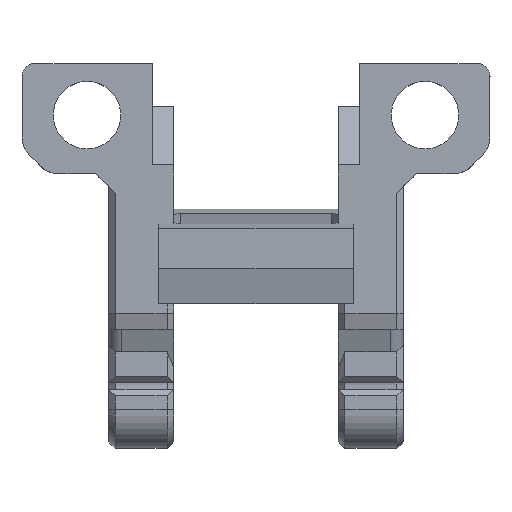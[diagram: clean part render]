
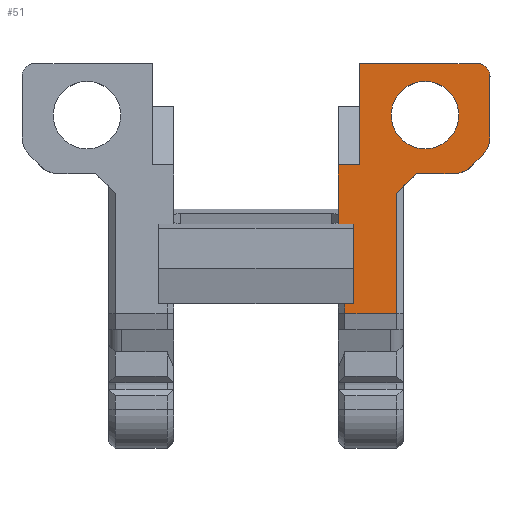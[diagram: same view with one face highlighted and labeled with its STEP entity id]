
A CAD part, top view. The second image highlights one B-rep face of the part: STEP entity #51.
In plain terms, the highlighted planar face has unit normal (0, 0, 1).
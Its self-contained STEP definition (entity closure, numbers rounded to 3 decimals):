
#15=FACE_BOUND('',#355,.T.);
#51=ADVANCED_FACE('',(#202,#15),#2408,.T.);
#202=FACE_OUTER_BOUND('',#354,.T.);
#354=EDGE_LOOP('',(#627,#628,#629,#630,#631,#632,#633,#634,#635,#636,#637,
#638,#639,#640,#641,#642,#643));
#355=EDGE_LOOP('',(#644));
#627=ORIENTED_EDGE('',*,*,#1376,.F.);
#628=ORIENTED_EDGE('',*,*,#1339,.F.);
#629=ORIENTED_EDGE('',*,*,#1299,.T.);
#630=ORIENTED_EDGE('',*,*,#1367,.F.);
#631=ORIENTED_EDGE('',*,*,#1366,.F.);
#632=ORIENTED_EDGE('',*,*,#1341,.F.);
#633=ORIENTED_EDGE('',*,*,#1329,.F.);
#634=ORIENTED_EDGE('',*,*,#1379,.F.);
#635=ORIENTED_EDGE('',*,*,#1290,.F.);
#636=ORIENTED_EDGE('',*,*,#1331,.F.);
#637=ORIENTED_EDGE('',*,*,#1330,.F.);
#638=ORIENTED_EDGE('',*,*,#1324,.F.);
#639=ORIENTED_EDGE('',*,*,#1283,.T.);
#640=ORIENTED_EDGE('',*,*,#1343,.F.);
#641=ORIENTED_EDGE('',*,*,#1276,.F.);
#642=ORIENTED_EDGE('',*,*,#1310,.F.);
#643=ORIENTED_EDGE('',*,*,#1378,.F.);
#644=ORIENTED_EDGE('',*,*,#1336,.F.);
#1276=EDGE_CURVE('',#2116,#2118,#1801,.T.);
#1283=EDGE_CURVE('',#2133,#2158,#1808,.T.);
#1290=EDGE_CURVE('',#2139,#2119,#1815,.T.);
#1299=EDGE_CURVE('',#2169,#2142,#1824,.T.);
#1310=EDGE_CURVE('',#2156,#2116,#1835,.T.);
#1324=EDGE_CURVE('',#2133,#2124,#1846,.T.);
#1329=EDGE_CURVE('',#2123,#2173,#1851,.T.);
#1330=EDGE_CURVE('',#2124,#2125,#1852,.T.);
#1331=EDGE_CURVE('',#2125,#2139,#1853,.T.);
#1336=EDGE_CURVE('',#2166,#2166,#1718,.T.);
#1339=EDGE_CURVE('',#2169,#2168,#1670,.T.);
#1341=EDGE_CURVE('',#2173,#2174,#1774,.T.);
#1343=EDGE_CURVE('',#2118,#2158,#1860,.T.);
#1366=EDGE_CURVE('',#2174,#2141,#1877,.T.);
#1367=EDGE_CURVE('',#2141,#2142,#1781,.T.);
#1376=EDGE_CURVE('',#2168,#2152,#1886,.T.);
#1378=EDGE_CURVE('',#2152,#2156,#1888,.T.);
#1379=EDGE_CURVE('',#2119,#2123,#1889,.T.);
#1670=TRIMMED_CURVE($,#1719,(#3919),(#3920),.T.,.CARTESIAN.);
#1718=CIRCLE('',#2721,2.6);
#1719=CIRCLE('',#2722,2.);
#1774=(
BOUNDED_CURVE()
B_SPLINE_CURVE(2,(#3923,#3924,#3925),.UNSPECIFIED.,.F.,.F.)
B_SPLINE_CURVE_WITH_KNOTS((3,3),(-1.571,0.),.UNSPECIFIED.)
CURVE()
GEOMETRIC_REPRESENTATION_ITEM()
RATIONAL_B_SPLINE_CURVE((1.,0.707,1.))
REPRESENTATION_ITEM('')
);
#1781=(
BOUNDED_CURVE()
B_SPLINE_CURVE(2,(#4028,#4029,#4030),.UNSPECIFIED.,.F.,.F.)
B_SPLINE_CURVE_WITH_KNOTS((3,3),(-1.571,0.),.UNSPECIFIED.)
CURVE()
GEOMETRIC_REPRESENTATION_ITEM()
RATIONAL_B_SPLINE_CURVE((1.,0.924,1.))
REPRESENTATION_ITEM('')
);
#1801=B_SPLINE_CURVE_WITH_KNOTS('',1,(#3715,#3716),.UNSPECIFIED.,.F.,.F.,
(2,2),(8.412,12.412),.UNSPECIFIED.);
#1808=B_SPLINE_CURVE_WITH_KNOTS('',1,(#3742,#3743),.UNSPECIFIED.,.F.,.F.,
(2,2),(2.,2.645),.UNSPECIFIED.);
#1815=B_SPLINE_CURVE_WITH_KNOTS('',1,(#3756,#3757),.UNSPECIFIED.,.F.,.F.,
(2,2),(0.,1.672),.UNSPECIFIED.);
#1824=B_SPLINE_CURVE_WITH_KNOTS('',1,(#3776,#3777),.UNSPECIFIED.,.F.,.F.,
(2,2),(0.828,2.001),.UNSPECIFIED.);
#1835=B_SPLINE_CURVE_WITH_KNOTS('',1,(#3821,#3822),.UNSPECIFIED.,.F.,.F.,
(2,2),(0.5,9.761),.UNSPECIFIED.);
#1846=B_SPLINE_CURVE_WITH_KNOTS('',1,(#3877,#3878),.UNSPECIFIED.,.F.,.F.,
(2,2),(0.,6.112),.UNSPECIFIED.);
#1851=B_SPLINE_CURVE_WITH_KNOTS('',1,(#3887,#3888),.UNSPECIFIED.,.F.,.F.,
(2,2),(0.,9.001),.UNSPECIFIED.);
#1852=B_SPLINE_CURVE_WITH_KNOTS('',1,(#3889,#3890),.UNSPECIFIED.,.F.,.F.,
(2,2),(0.,1.145),.UNSPECIFIED.);
#1853=B_SPLINE_CURVE_WITH_KNOTS('',1,(#3891,#3892,#3893),.UNSPECIFIED.,
 .F.,.F.,(2,1,2),(0.,3.888,4.56),.UNSPECIFIED.);
#1860=B_SPLINE_CURVE_WITH_KNOTS('',1,(#3929,#3930),.UNSPECIFIED.,.F.,.F.,
(2,2),(0.239,1.),.UNSPECIFIED.);
#1877=B_SPLINE_CURVE_WITH_KNOTS('',1,(#4026,#4027),.UNSPECIFIED.,.F.,.F.,
(2,2),(93.905,97.726),.UNSPECIFIED.);
#1886=B_SPLINE_CURVE_WITH_KNOTS('',1,(#4048,#4049),.UNSPECIFIED.,.F.,.F.,
(2,2),(0.,2.843),.UNSPECIFIED.);
#1888=B_SPLINE_CURVE_WITH_KNOTS('',3,(#4052,#4053,#4054,#4055,#4056,#4057,
#4058,#4059,#4060,#4061,#4062,#4063,#4064,#4065,#4066,#4067,#4068,#4069),
 .UNSPECIFIED.,.F.,.F.,(4,3,3,1,1,1,1,1,1,1,1,4),(0.,0.29,
1.,1.079,1.157,1.236,1.314,
1.393,1.471,1.55,1.629,1.707),
 .UNSPECIFIED.);
#1889=B_SPLINE_CURVE_WITH_KNOTS('',1,(#4070,#4071),.UNSPECIFIED.,.F.,.F.,
(2,2),(0.,7.801),.UNSPECIFIED.);
#2116=VERTEX_POINT('',#3462);
#2118=VERTEX_POINT('',#3464);
#2119=VERTEX_POINT('',#3465);
#2123=VERTEX_POINT('',#3469);
#2124=VERTEX_POINT('',#3470);
#2125=VERTEX_POINT('',#3471);
#2133=VERTEX_POINT('',#3479);
#2139=VERTEX_POINT('',#3485);
#2141=VERTEX_POINT('',#3487);
#2142=VERTEX_POINT('',#3488);
#2152=VERTEX_POINT('',#3498);
#2156=VERTEX_POINT('',#3502);
#2158=VERTEX_POINT('',#3504);
#2166=VERTEX_POINT('',#3512);
#2168=VERTEX_POINT('',#3514);
#2169=VERTEX_POINT('',#3515);
#2173=VERTEX_POINT('',#3519);
#2174=VERTEX_POINT('',#3520);
#2408=PLANE('',#2625);
#2625=AXIS2_PLACEMENT_3D('',#3029,#2801,$);
#2721=AXIS2_PLACEMENT_3D($,#3913,#2897,#2898);
#2722=AXIS2_PLACEMENT_3D($,#3918,#2899,#2900);
#2801=DIRECTION('',(0.,0.,1.));
#2897=DIRECTION('',(0.,0.,1.));
#2898=DIRECTION('',(1.,0.,0.));
#2899=DIRECTION('',(0.,0.,-1.));
#2900=DIRECTION('',(0.707,-0.707,0.));
#3029=CARTESIAN_POINT('',(6.329,-40.53,13.));
#3462=CARTESIAN_POINT('',(10.829,-59.764,13.));
#3464=CARTESIAN_POINT('',(6.829,-59.764,13.));
#3465=CARTESIAN_POINT('',(8.,-48.331,13.));
#3469=CARTESIAN_POINT('',(8.,-40.53,13.));
#3470=CARTESIAN_POINT('',(7.474,-52.891,13.));
#3471=CARTESIAN_POINT('',(6.329,-52.891,13.));
#3479=CARTESIAN_POINT('',(7.474,-59.003,13.));
#3485=CARTESIAN_POINT('',(6.329,-48.331,13.));
#3487=CARTESIAN_POINT('',(18.001,-46.173,13.));
#3488=CARTESIAN_POINT('',(17.415,-47.588,13.));
#3498=CARTESIAN_POINT('',(12.329,-49.003,13.));
#3502=CARTESIAN_POINT('',(10.829,-50.503,13.));
#3504=CARTESIAN_POINT('',(6.829,-59.003,13.));
#3512=CARTESIAN_POINT('',(15.6,-44.503,13.));
#3514=CARTESIAN_POINT('',(15.172,-49.003,13.));
#3515=CARTESIAN_POINT('',(16.586,-48.417,13.));
#3519=CARTESIAN_POINT('',(17.001,-40.53,13.));
#3520=CARTESIAN_POINT('',(18.001,-41.53,13.));
#3715=CARTESIAN_POINT('',(10.829,-59.764,13.));
#3716=CARTESIAN_POINT('',(6.829,-59.764,13.));
#3742=CARTESIAN_POINT('',(7.474,-59.003,13.));
#3743=CARTESIAN_POINT('',(6.829,-59.003,13.));
#3756=CARTESIAN_POINT('',(6.329,-48.331,13.));
#3757=CARTESIAN_POINT('',(8.,-48.331,13.));
#3776=CARTESIAN_POINT('',(16.586,-48.417,13.));
#3777=CARTESIAN_POINT('',(17.415,-47.588,13.));
#3821=CARTESIAN_POINT('',(10.829,-50.503,13.));
#3822=CARTESIAN_POINT('',(10.829,-59.764,13.));
#3877=CARTESIAN_POINT('',(7.474,-59.003,13.));
#3878=CARTESIAN_POINT('',(7.474,-52.891,13.));
#3887=CARTESIAN_POINT('',(8.,-40.53,13.));
#3888=CARTESIAN_POINT('',(17.001,-40.53,13.));
#3889=CARTESIAN_POINT('',(7.474,-52.891,13.));
#3890=CARTESIAN_POINT('',(6.329,-52.891,13.));
#3891=CARTESIAN_POINT('',(6.329,-52.891,13.));
#3892=CARTESIAN_POINT('',(6.329,-49.003,13.));
#3893=CARTESIAN_POINT('',(6.329,-48.331,13.));
#3913=CARTESIAN_POINT('',(13.,-44.503,13.));
#3918=CARTESIAN_POINT('',(15.172,-47.003,13.));
#3919=CARTESIAN_POINT('',(16.586,-48.417,13.));
#3920=CARTESIAN_POINT('',(15.172,-49.003,13.));
#3923=CARTESIAN_POINT('',(17.001,-40.53,13.));
#3924=CARTESIAN_POINT('',(18.001,-40.53,13.));
#3925=CARTESIAN_POINT('',(18.001,-41.53,13.));
#3929=CARTESIAN_POINT('',(6.829,-59.764,13.));
#3930=CARTESIAN_POINT('',(6.829,-59.003,13.));
#4026=CARTESIAN_POINT('',(18.001,-41.53,13.));
#4027=CARTESIAN_POINT('',(18.001,-46.173,13.));
#4028=CARTESIAN_POINT('',(18.001,-46.173,13.));
#4029=CARTESIAN_POINT('',(18.001,-47.002,13.));
#4030=CARTESIAN_POINT('',(17.415,-47.588,13.));
#4048=CARTESIAN_POINT('',(15.172,-49.003,13.));
#4049=CARTESIAN_POINT('',(12.329,-49.003,13.));
#4052=CARTESIAN_POINT('',(12.329,-49.003,13.));
#4053=CARTESIAN_POINT('',(12.232,-49.099,13.));
#4054=CARTESIAN_POINT('',(12.135,-49.196,13.));
#4055=CARTESIAN_POINT('',(12.038,-49.293,13.));
#4056=CARTESIAN_POINT('',(11.802,-49.529,13.));
#4057=CARTESIAN_POINT('',(11.565,-49.766,13.));
#4058=CARTESIAN_POINT('',(11.329,-50.003,13.));
#4059=CARTESIAN_POINT('',(11.31,-50.021,13.));
#4060=CARTESIAN_POINT('',(11.273,-50.058,13.));
#4061=CARTESIAN_POINT('',(11.218,-50.114,13.));
#4062=CARTESIAN_POINT('',(11.162,-50.169,13.));
#4063=CARTESIAN_POINT('',(11.107,-50.225,13.));
#4064=CARTESIAN_POINT('',(11.051,-50.28,13.));
#4065=CARTESIAN_POINT('',(10.996,-50.336,13.));
#4066=CARTESIAN_POINT('',(10.94,-50.391,13.));
#4067=CARTESIAN_POINT('',(10.884,-50.447,13.));
#4068=CARTESIAN_POINT('',(10.847,-50.484,13.));
#4069=CARTESIAN_POINT('',(10.829,-50.503,13.));
#4070=CARTESIAN_POINT('',(8.,-48.331,13.));
#4071=CARTESIAN_POINT('',(8.,-40.53,13.));
